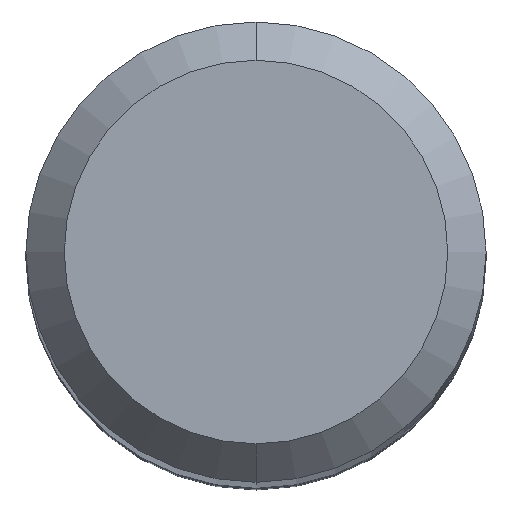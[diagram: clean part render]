
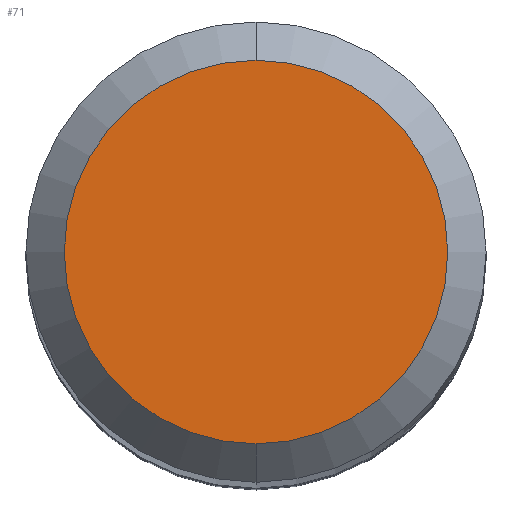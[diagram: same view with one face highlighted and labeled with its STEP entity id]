
A CAD part, top view. The second image highlights one B-rep face of the part: STEP entity #71.
In plain terms, the highlighted planar face has unit normal (0, 0, 1).
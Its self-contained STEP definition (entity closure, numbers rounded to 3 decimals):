
#53=PLANE('',#408);
#71=ADVANCED_FACE('',(#95),#53,.F.);
#95=FACE_OUTER_BOUND('',#113,.T.);
#113=EDGE_LOOP('',(#176,#177));
#176=ORIENTED_EDGE('',*,*,#224,.F.);
#177=ORIENTED_EDGE('',*,*,#227,.F.);
#194=VERTEX_POINT('',#652);
#195=VERTEX_POINT('',#653);
#224=EDGE_CURVE('',#194,#195,#247,.T.);
#227=EDGE_CURVE('',#195,#194,#248,.T.);
#247=CIRCLE('',#404,2.5);
#248=CIRCLE('',#406,2.5);
#404=AXIS2_PLACEMENT_3D('',#651,#509,#510);
#406=AXIS2_PLACEMENT_3D('',#657,#515,#516);
#408=AXIS2_PLACEMENT_3D('',#659,#519,#520);
#509=DIRECTION('',(0.,0.,-1.));
#510=DIRECTION('',(0.,1.,0.));
#515=DIRECTION('',(0.,0.,-1.));
#516=DIRECTION('',(0.,-1.,0.));
#519=DIRECTION('',(0.,0.,-1.));
#520=DIRECTION('',(0.,1.,0.));
#651=CARTESIAN_POINT('',(0.,0.,60.));
#652=CARTESIAN_POINT('',(0.,2.5,60.));
#653=CARTESIAN_POINT('',(0.,-2.5,60.));
#657=CARTESIAN_POINT('',(0.,0.,60.));
#659=CARTESIAN_POINT('',(0.,0.,60.));
